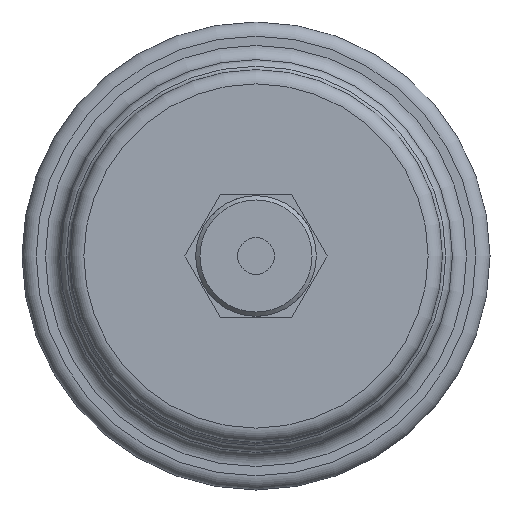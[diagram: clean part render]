
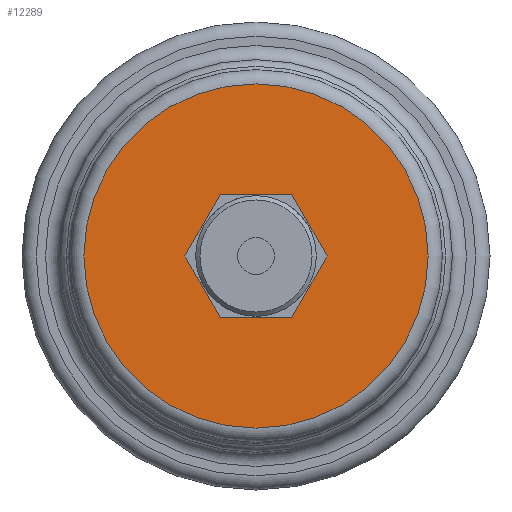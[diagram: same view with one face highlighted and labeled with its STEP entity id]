
A CAD part, front view. The second image highlights one B-rep face of the part: STEP entity #12289.
In plain terms, the highlighted planar face has unit normal (0, -1, 0).
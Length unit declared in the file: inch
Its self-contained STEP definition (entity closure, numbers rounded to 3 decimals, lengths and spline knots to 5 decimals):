
#16 = CARTESIAN_POINT ( 'NONE',  ( 1.31, 0., 0. ) ) ;
#905 = ORIENTED_EDGE ( 'NONE', *, *, #37986, .F. ) ;
#2621 = ORIENTED_EDGE ( 'NONE', *, *, #37327, .F. ) ;
#4342 = FACE_BOUND ( 'NONE', #55642, .T. ) ;
#5418 = LINE ( 'NONE', #25880, #5430 ) ;
#5430 = VECTOR ( 'NONE', #50997, 39.37008 ) ;
#5635 = VERTEX_POINT ( 'NONE', #37931 ) ;
#8722 = VERTEX_POINT ( 'NONE', #12377 ) ;
#9394 = VERTEX_POINT ( 'NONE', #44248 ) ;
#10587 = DIRECTION ( 'NONE',  ( -1., 0., 0. ) ) ;
#11413 = DIRECTION ( 'NONE',  ( 0., 0., -1. ) ) ;
#11418 = VECTOR ( 'NONE', #16258, 39.37008 ) ;
#12261 = LINE ( 'NONE', #21950, #57907 ) ;
#12289 = ADVANCED_FACE ( 'NONE', ( #50265, #4342 ), #50925, .T. ) ;
#12377 = CARTESIAN_POINT ( 'NONE',  ( -0.25014, 0., -0.43325 ) ) ;
#12707 = AXIS2_PLACEMENT_3D ( 'NONE', #16, #45581, #40533 ) ;
#13418 = CARTESIAN_POINT ( 'NONE',  ( -0.50027, 0., 0. ) ) ;
#13581 = VECTOR ( 'NONE', #57363, 39.37008 ) ;
#16226 = EDGE_CURVE ( 'NONE', #9394, #64871, #31950, .T. ) ;
#16258 = DIRECTION ( 'NONE',  ( 1., 0., 0. ) ) ;
#17431 = CARTESIAN_POINT ( 'NONE',  ( 0., 0., 0. ) ) ;
#17436 = CARTESIAN_POINT ( 'NONE',  ( 0.50027, 0., 0. ) ) ;
#17575 = CARTESIAN_POINT ( 'NONE',  ( 0.50027, 0., 0. ) ) ;
#18269 = DIRECTION ( 'NONE',  ( 0.5, 0., 0.866 ) ) ;
#21178 = AXIS2_PLACEMENT_3D ( 'NONE', #17431, #52534, #11413 ) ;
#21358 = VERTEX_POINT ( 'NONE', #37087 ) ;
#21950 = CARTESIAN_POINT ( 'NONE',  ( 0.25014, 0., -0.43325 ) ) ;
#24972 = LINE ( 'NONE', #45062, #58326 ) ;
#25880 = CARTESIAN_POINT ( 'NONE',  ( -0.50027, 0., 0. ) ) ;
#28543 = ORIENTED_EDGE ( 'NONE', *, *, #29401, .F. ) ;
#29024 = VERTEX_POINT ( 'NONE', #46733 ) ;
#29388 = EDGE_CURVE ( 'NONE', #62539, #5635, #42941, .T. ) ;
#29401 = EDGE_CURVE ( 'NONE', #8722, #29024, #37933, .T. ) ;
#30773 = EDGE_CURVE ( 'NONE', #21358, #21358, #50025, .T. ) ;
#31950 = LINE ( 'NONE', #40988, #53923 ) ;
#33029 = EDGE_LOOP ( 'NONE', ( #47325 ) ) ;
#37087 = CARTESIAN_POINT ( 'NONE',  ( 0., 0., -1.21 ) ) ;
#37327 = EDGE_CURVE ( 'NONE', #64871, #8722, #5418, .T. ) ;
#37931 = CARTESIAN_POINT ( 'NONE',  ( 0.25014, 0., 0.43325 ) ) ;
#37933 = LINE ( 'NONE', #42309, #11418 ) ;
#37986 = EDGE_CURVE ( 'NONE', #29024, #62539, #12261, .T. ) ;
#40533 = DIRECTION ( 'NONE',  ( 0., 0., -1. ) ) ;
#40988 = CARTESIAN_POINT ( 'NONE',  ( -0.25014, 0., 0.43325 ) ) ;
#41313 = DIRECTION ( 'NONE',  ( -0.5, 0., -0.866 ) ) ;
#41477 = EDGE_CURVE ( 'NONE', #5635, #9394, #24972, .T. ) ;
#42309 = CARTESIAN_POINT ( 'NONE',  ( -0.25014, 0., -0.43325 ) ) ;
#42941 = LINE ( 'NONE', #17575, #13581 ) ;
#44248 = CARTESIAN_POINT ( 'NONE',  ( -0.25014, 0., 0.43325 ) ) ;
#44872 = ORIENTED_EDGE ( 'NONE', *, *, #41477, .F. ) ;
#45062 = CARTESIAN_POINT ( 'NONE',  ( 0.25014, 0., 0.43325 ) ) ;
#45581 = DIRECTION ( 'NONE',  ( 0., -1., 0. ) ) ;
#46091 = ORIENTED_EDGE ( 'NONE', *, *, #16226, .F. ) ;
#46733 = CARTESIAN_POINT ( 'NONE',  ( 0.25014, 0., -0.43325 ) ) ;
#47325 = ORIENTED_EDGE ( 'NONE', *, *, #30773, .T. ) ;
#50025 = CIRCLE ( 'NONE', #21178, 1.21 ) ;
#50265 = FACE_OUTER_BOUND ( 'NONE', #33029, .T. ) ;
#50925 = PLANE ( 'NONE',  #12707 ) ;
#50997 = DIRECTION ( 'NONE',  ( 0.5, 0., -0.866 ) ) ;
#52534 = DIRECTION ( 'NONE',  ( 0., -1., 0. ) ) ;
#53923 = VECTOR ( 'NONE', #41313, 39.37008 ) ;
#55642 = EDGE_LOOP ( 'NONE', ( #2621, #46091, #44872, #58559, #905, #28543 ) ) ;
#57363 = DIRECTION ( 'NONE',  ( -0.5, 0., 0.866 ) ) ;
#57907 = VECTOR ( 'NONE', #18269, 39.37008 ) ;
#58326 = VECTOR ( 'NONE', #10587, 39.37008 ) ;
#58559 = ORIENTED_EDGE ( 'NONE', *, *, #29388, .F. ) ;
#62539 = VERTEX_POINT ( 'NONE', #17436 ) ;
#64871 = VERTEX_POINT ( 'NONE', #13418 ) ;
